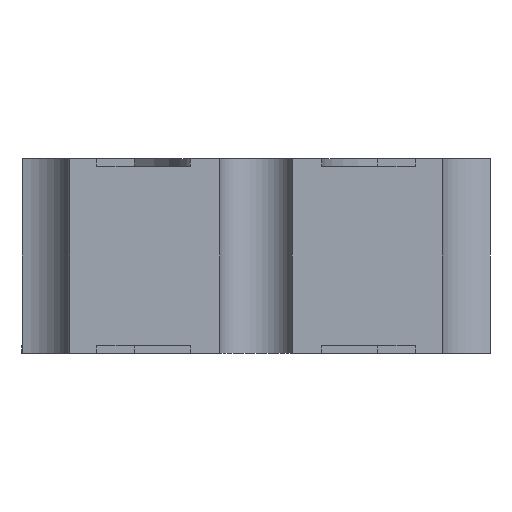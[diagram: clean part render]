
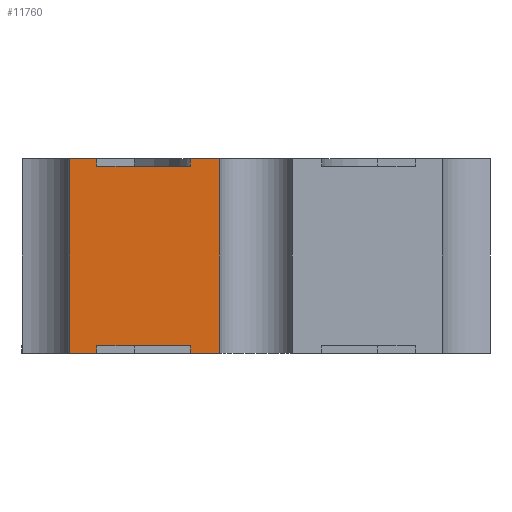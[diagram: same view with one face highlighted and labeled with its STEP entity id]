
A CAD part, left-side view. The second image highlights one B-rep face of the part: STEP entity #11760.
In plain terms, the highlighted planar face has unit normal (-1, 0, 0).
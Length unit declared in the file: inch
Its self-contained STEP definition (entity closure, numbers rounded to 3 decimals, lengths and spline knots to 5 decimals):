
#40 = CARTESIAN_POINT ( 'NONE',  ( -0.1, 0.00968, 0. ) ) ;
#343 = CARTESIAN_POINT ( 'NONE',  ( -0.1, 0.0497, 0. ) ) ;
#684 = DIRECTION ( 'NONE',  ( 0., 0., 1. ) ) ;
#1119 = ORIENTED_EDGE ( 'NONE', *, *, #7252, .T. ) ;
#1159 = CARTESIAN_POINT ( 'NONE',  ( -0.1, 0., 0.052 ) ) ;
#2664 = CARTESIAN_POINT ( 'NONE',  ( -0.1, 0.0497, 0.052 ) ) ;
#2822 = CARTESIAN_POINT ( 'NONE',  ( -0.1, 0.0425, 0. ) ) ;
#3031 = VERTEX_POINT ( 'NONE', #22414 ) ;
#3119 = VECTOR ( 'NONE', #14990, 39.37008 ) ;
#3796 = EDGE_CURVE ( 'NONE', #5533, #21659, #7404, .T. ) ;
#4213 = ORIENTED_EDGE ( 'NONE', *, *, #25257, .T. ) ;
#4371 = CARTESIAN_POINT ( 'NONE',  ( -0.1, 0.0425, 0.002 ) ) ;
#4457 = DIRECTION ( 'NONE',  ( 1., 0., 0. ) ) ;
#5290 = EDGE_CURVE ( 'NONE', #5533, #20712, #14597, .T. ) ;
#5458 = EDGE_CURVE ( 'NONE', #10944, #25044, #15297, .T. ) ;
#5502 = VERTEX_POINT ( 'NONE', #2664 ) ;
#5533 = VERTEX_POINT ( 'NONE', #15441 ) ;
#5570 = LINE ( 'NONE', #9967, #11299 ) ;
#5739 = VECTOR ( 'NONE', #14740, 39.37008 ) ;
#5791 = VECTOR ( 'NONE', #6287, 39.37008 ) ;
#5851 = DIRECTION ( 'NONE',  ( 0., 1., 0. ) ) ;
#6174 = PLANE ( 'NONE',  #22859 ) ;
#6287 = DIRECTION ( 'NONE',  ( 0., -1., 0. ) ) ;
#6615 = EDGE_LOOP ( 'NONE', ( #11071, #17959, #28079, #13392, #8481, #4213, #7000, #1119, #17201, #7209, #16154, #9761 ) ) ;
#6931 = EDGE_CURVE ( 'NONE', #5502, #10593, #12860, .T. ) ;
#7000 = ORIENTED_EDGE ( 'NONE', *, *, #5458, .F. ) ;
#7209 = ORIENTED_EDGE ( 'NONE', *, *, #20834, .T. ) ;
#7229 = CARTESIAN_POINT ( 'NONE',  ( -0.1, 0.0425, 0.052 ) ) ;
#7252 = EDGE_CURVE ( 'NONE', #10944, #3031, #18522, .T. ) ;
#7404 = LINE ( 'NONE', #17764, #7638 ) ;
#7637 = VECTOR ( 'NONE', #15419, 39.37008 ) ;
#7638 = VECTOR ( 'NONE', #22168, 39.37008 ) ;
#8481 = ORIENTED_EDGE ( 'NONE', *, *, #6931, .T. ) ;
#8997 = EDGE_CURVE ( 'NONE', #10634, #9695, #24207, .T. ) ;
#9695 = VERTEX_POINT ( 'NONE', #13351 ) ;
#9761 = ORIENTED_EDGE ( 'NONE', *, *, #22264, .T. ) ;
#9967 = CARTESIAN_POINT ( 'NONE',  ( -0.1, 0., 0.052 ) ) ;
#10593 = VERTEX_POINT ( 'NONE', #343 ) ;
#10634 = VERTEX_POINT ( 'NONE', #26727 ) ;
#10944 = VERTEX_POINT ( 'NONE', #21592 ) ;
#10951 = VECTOR ( 'NONE', #12310, 39.37008 ) ;
#11071 = ORIENTED_EDGE ( 'NONE', *, *, #3796, .F. ) ;
#11295 = CARTESIAN_POINT ( 'NONE',  ( -0.1, 0.00968, 0.002 ) ) ;
#11299 = VECTOR ( 'NONE', #5851, 39.37008 ) ;
#11760 = ADVANCED_FACE ( 'NONE', ( #25338 ), #6174, .F. ) ;
#11898 = LINE ( 'NONE', #20698, #10951 ) ;
#12262 = CARTESIAN_POINT ( 'NONE',  ( -0.1, 0.0175, 0.002 ) ) ;
#12268 = EDGE_CURVE ( 'NONE', #19737, #5502, #24138, .T. ) ;
#12310 = DIRECTION ( 'NONE',  ( 0., -1., 0. ) ) ;
#12860 = LINE ( 'NONE', #25633, #3119 ) ;
#13168 = LINE ( 'NONE', #18417, #13779 ) ;
#13351 = CARTESIAN_POINT ( 'NONE',  ( -0.1, 0.00968, 0. ) ) ;
#13392 = ORIENTED_EDGE ( 'NONE', *, *, #12268, .T. ) ;
#13779 = VECTOR ( 'NONE', #684, 39.37008 ) ;
#14187 = DIRECTION ( 'NONE',  ( 0., 1., 0. ) ) ;
#14597 = LINE ( 'NONE', #25245, #17971 ) ;
#14682 = VERTEX_POINT ( 'NONE', #15682 ) ;
#14740 = DIRECTION ( 'NONE',  ( 0., 0., -1. ) ) ;
#14990 = DIRECTION ( 'NONE',  ( 0., 0., -1. ) ) ;
#15080 = LINE ( 'NONE', #40, #5791 ) ;
#15297 = LINE ( 'NONE', #4371, #5739 ) ;
#15419 = DIRECTION ( 'NONE',  ( 0., 0., -1. ) ) ;
#15441 = CARTESIAN_POINT ( 'NONE',  ( -0.1, 0.0175, 0.05 ) ) ;
#15682 = CARTESIAN_POINT ( 'NONE',  ( -0.1, 0.0175, 0. ) ) ;
#16072 = VECTOR ( 'NONE', #22159, 39.37008 ) ;
#16089 = CARTESIAN_POINT ( 'NONE',  ( -0.1, 0.0175, 0.002 ) ) ;
#16154 = ORIENTED_EDGE ( 'NONE', *, *, #8997, .F. ) ;
#17201 = ORIENTED_EDGE ( 'NONE', *, *, #24267, .T. ) ;
#17764 = CARTESIAN_POINT ( 'NONE',  ( -0.1, 0.0175, 0.05 ) ) ;
#17937 = LINE ( 'NONE', #16089, #22302 ) ;
#17959 = ORIENTED_EDGE ( 'NONE', *, *, #5290, .T. ) ;
#17971 = VECTOR ( 'NONE', #14187, 39.37008 ) ;
#18081 = DIRECTION ( 'NONE',  ( 0., 0., -1. ) ) ;
#18372 = CARTESIAN_POINT ( 'NONE',  ( -0.1, 0.0425, 0.05 ) ) ;
#18379 = DIRECTION ( 'NONE',  ( 0., -1., 0. ) ) ;
#18417 = CARTESIAN_POINT ( 'NONE',  ( -0.1, 0.0425, 0.05 ) ) ;
#18522 = LINE ( 'NONE', #12262, #23952 ) ;
#19109 = CARTESIAN_POINT ( 'NONE',  ( -0.1, 0.0175, 0.052 ) ) ;
#19737 = VERTEX_POINT ( 'NONE', #7229 ) ;
#20698 = CARTESIAN_POINT ( 'NONE',  ( -0.1, 0.00968, 0. ) ) ;
#20712 = VERTEX_POINT ( 'NONE', #18372 ) ;
#20834 = EDGE_CURVE ( 'NONE', #14682, #9695, #15080, .T. ) ;
#21592 = CARTESIAN_POINT ( 'NONE',  ( -0.1, 0.0425, 0.002 ) ) ;
#21659 = VERTEX_POINT ( 'NONE', #19109 ) ;
#22159 = DIRECTION ( 'NONE',  ( 0., 1., 0. ) ) ;
#22168 = DIRECTION ( 'NONE',  ( 0., 0., 1. ) ) ;
#22264 = EDGE_CURVE ( 'NONE', #10634, #21659, #5570, .T. ) ;
#22302 = VECTOR ( 'NONE', #18081, 39.37008 ) ;
#22414 = CARTESIAN_POINT ( 'NONE',  ( -0.1, 0.0175, 0.002 ) ) ;
#22859 = AXIS2_PLACEMENT_3D ( 'NONE', #25886, #4457, #23896 ) ;
#23896 = DIRECTION ( 'NONE',  ( 0., 0., -1. ) ) ;
#23952 = VECTOR ( 'NONE', #18379, 39.37008 ) ;
#24138 = LINE ( 'NONE', #1159, #16072 ) ;
#24207 = LINE ( 'NONE', #11295, #7637 ) ;
#24267 = EDGE_CURVE ( 'NONE', #3031, #14682, #17937, .T. ) ;
#25044 = VERTEX_POINT ( 'NONE', #2822 ) ;
#25245 = CARTESIAN_POINT ( 'NONE',  ( -0.1, 0., 0.05 ) ) ;
#25257 = EDGE_CURVE ( 'NONE', #10593, #25044, #11898, .T. ) ;
#25338 = FACE_OUTER_BOUND ( 'NONE', #6615, .T. ) ;
#25633 = CARTESIAN_POINT ( 'NONE',  ( -0.1, 0.0497, 0.002 ) ) ;
#25886 = CARTESIAN_POINT ( 'NONE',  ( -0.1, 0.00968, 0.002 ) ) ;
#26727 = CARTESIAN_POINT ( 'NONE',  ( -0.1, 0.00968, 0.052 ) ) ;
#27964 = EDGE_CURVE ( 'NONE', #20712, #19737, #13168, .T. ) ;
#28079 = ORIENTED_EDGE ( 'NONE', *, *, #27964, .T. ) ;
